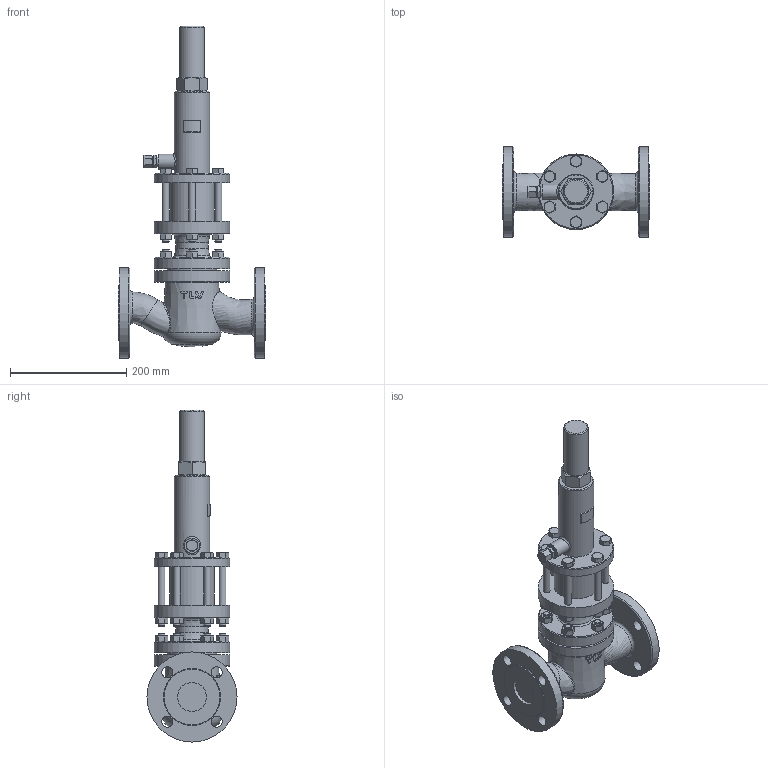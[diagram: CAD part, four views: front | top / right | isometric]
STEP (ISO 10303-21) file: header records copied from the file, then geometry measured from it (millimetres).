
FILE_DESCRIPTION(/* description */ (''),/* implementation_level */ '2;1');
FILE_NAME(/* name */ 'pcv10-050-jis10-00.stp',/* time_stamp */ '2020-03-26T15:43:07+09:00',/* author */ ('nakaot'),/* organization */ (''),/* preprocessor_version */ 'ST-DEVELOPER v18',/* originating_system */ 'Autodesk Inventor 2020',/* authorisation */ '');
FILE_SCHEMA (('AUTOMOTIVE_DESIGN { 1 0 10303 214 3 1 1 }'));
Length unit declared in the file: millimetre
Products named in the file (1): pcv10-050-jis10-00
Bounding box: 254 x 155 x 571.5 mm (x, y, z)
Volume: 3786460.6 mm3; surface area: 366155.4 mm2
Topology: 1 solids, 2 shells, 332 faces, 812 edges, 538 vertices
Faces by surface type: plane 199, cylinder 59, cone 55, torus 10, bspline 8, sphere 1
Full cylindrical faces by diameter (mm): 12 x18, 14 x1, 17.3 x1, 19 x8, 26 x1, 42.7 x1, 50 x2, 56 x1, 60.4 x1, 60.5 x1, 76 x1, 84.9 x1, 96 x2, 130 x4, 155 x2
Entity records: 11596 total; most frequent: CARTESIAN_POINT 3974, ORIENTED_EDGE 1622, DIRECTION 1508, EDGE_CURVE 811, AXIS2_PLACEMENT_3D 569, VERTEX_POINT 538, EDGE_LOOP 415, LINE 370
